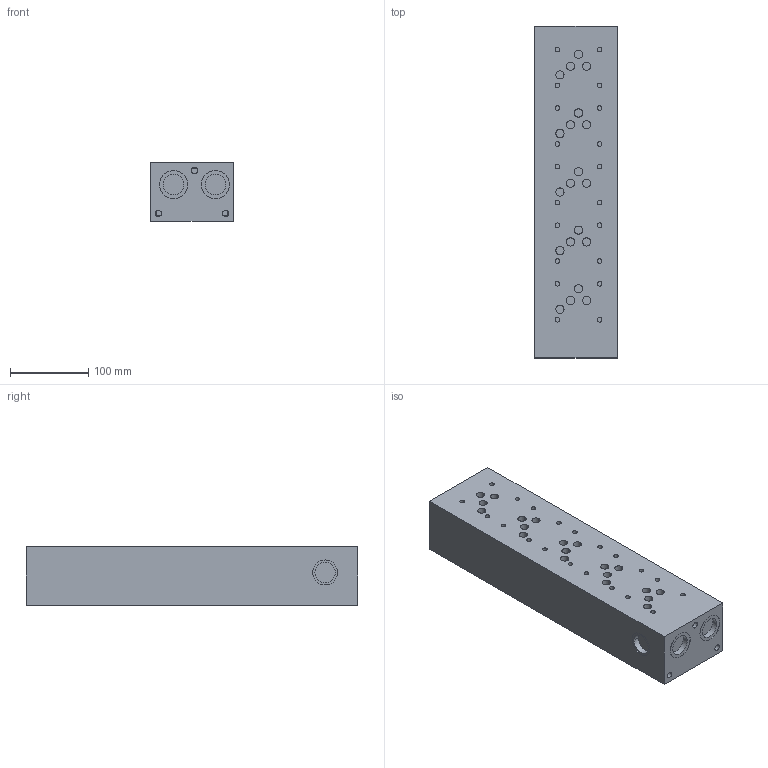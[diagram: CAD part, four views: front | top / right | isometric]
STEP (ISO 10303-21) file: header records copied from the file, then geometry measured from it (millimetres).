
FILE_DESCRIPTION( ( 'STEP AP214' ), '1' );
FILE_NAME( 'tmp0.step', '2010-09-01T13:55:21', ( ' ' ), ( ' ' ), 'XStep 1.0', ' ', ' ' );
FILE_SCHEMA( ( 'automotive_design' ) );
Length unit declared in the file: millimetre
Products named in the file (1): 1
Bounding box: 106 x 425 x 75 mm (x, y, z)
Volume: 3286701.3 mm3; surface area: 190707 mm2
Topology: 1 solids, 1 shells, 307 faces, 662 edges, 432 vertices
Faces by surface type: cylinder 187, plane 107, cone 13
Entity records: 16520 total; most frequent: DIRECTION 1631, CARTESIAN_POINT 1544, STYLED_ITEM 1402, PRESENTATION_STYLE_ASSIGNMENT 1402, COLOUR_RGB 1402, ORIENTED_EDGE 1324, AXIS2_PLACEMENT_3D 688, EDGE_CURVE 662
